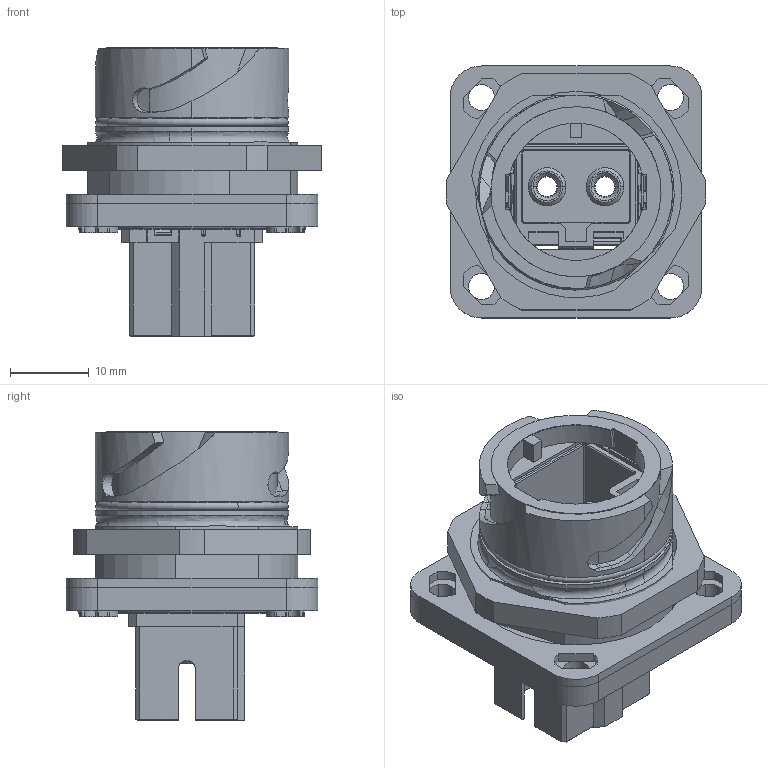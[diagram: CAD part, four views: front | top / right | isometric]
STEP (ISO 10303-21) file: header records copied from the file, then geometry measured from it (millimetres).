
FILE_DESCRIPTION(('CATIA V5 STEP Exchange','CAx-IF Rec.Pracs.--- Model Styling and Organization---1.4--- 2014-01-23'),'2;1');
FILE_NAME ('028646-3_2', '2020-11-09T16:40:24+00:00', ('none'), ('Weidmueller'), 'CATIA Version 5-6 Release 2016 SP3 HF44', 'CATIA V5 STEP AP214', 'none');
FILE_SCHEMA(('AUTOMOTIVE_DESIGN { 1 0 10303 214 1 1 1 1 }'));
Length unit declared in the file: millimetre
Products named in the file (1): 1964450000
Bounding box: 32.98 x 32 x 36.66 mm (x, y, z)
Volume: 10579.8 mm3; surface area: 14940.9 mm2
Topology: 12 solids, 12 shells, 1167 faces, 3116 edges, 1982 vertices
Faces by surface type: plane 677, cylinder 308, cone 78, torus 66, bspline 26, sphere 8, extrusion 4
Entity records: 37781 total; most frequent: CARTESIAN_POINT 10322, ORIENTED_EDGE 6216, DIRECTION 4641, EDGE_CURVE 3108, VECTOR 2040, LINE 2036, VERTEX_POINT 1982, AXIS2_PLACEMENT_3D 1582
